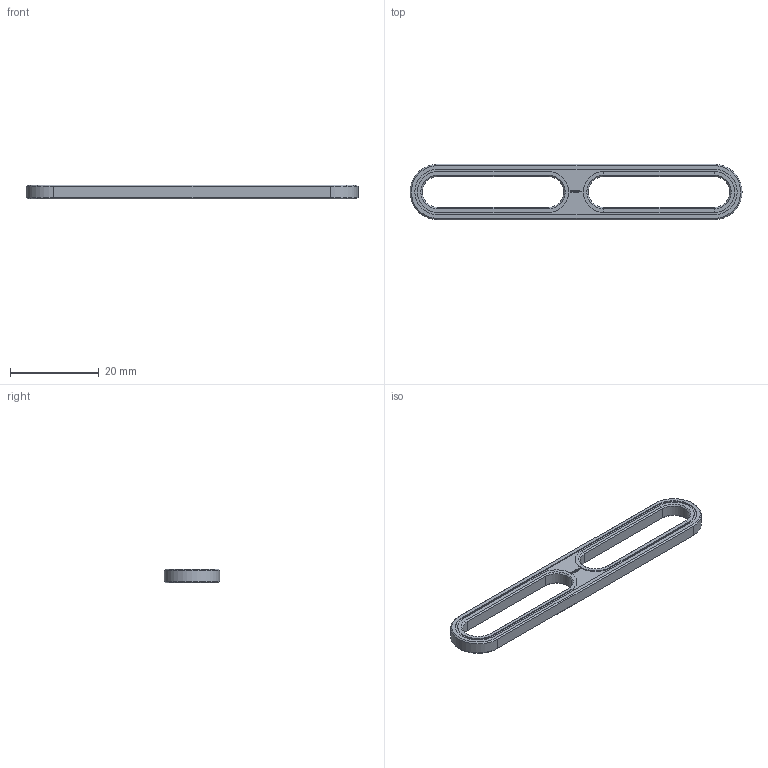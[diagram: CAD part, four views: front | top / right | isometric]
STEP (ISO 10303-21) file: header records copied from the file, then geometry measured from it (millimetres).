
FILE_DESCRIPTION(('FreeCAD Model'),'2;1');
FILE_NAME('Open CASCADE Shape Model','2021-03-27T16:39:10',(''),(''), 'Open CASCADE STEP processor 7.4','FreeCAD','Unknown');
FILE_SCHEMA(('AUTOMOTIVE_DESIGN { 1 0 10303 214 1 1 1 1 }'));
Length unit declared in the file: millimetre
Products named in the file (1): Brace_STR_SLT_SQT_ERR_BU06x01x00.25x03_-_SPN-BRC-0421_(stemfie.org)
Bounding box: 75 x 12.5 x 3.12 mm (x, y, z)
Volume: 1436 mm3; surface area: 1873.2 mm2
Topology: 1 solids, 1 shells, 544 faces, 1493 edges, 986 vertices
Faces by surface type: plane 360, extrusion 160, cone 12, cylinder 12
Entity records: 37673 total; most frequent: CARTESIAN_POINT 8961, DIRECTION 4649, VECTOR 3747, LINE 3587, ORIENTED_EDGE 2986, PCURVE 2986, DEFINITIONAL_REPRESENTATION 2986, EDGE_CURVE 1493
